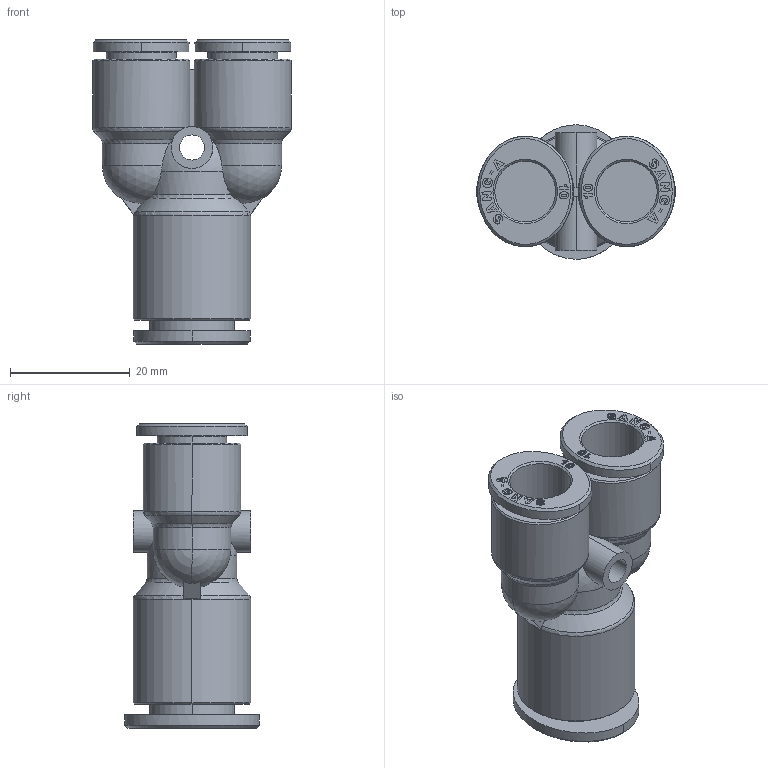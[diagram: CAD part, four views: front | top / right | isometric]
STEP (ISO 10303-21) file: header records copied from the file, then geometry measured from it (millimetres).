
FILE_DESCRIPTION((''),'2;1');
FILE_NAME('GPW_1210(3D).stp','2012-12-27T14:50:14',(''),(''),'Mechanical Desktop.R8.0.24.0','Mechanical Desktop.R8.0.24.0',', , ');
FILE_SCHEMA(('CONFIG_CONTROL_DESIGN'));
Length unit declared in the file: millimetre
Products named in the file (2): GPW_1210(3D); ºÎÇ°1
Assembly tree (1 placements, depth 2):
  GPW_1210(3D)
    ºÎÇ°1
Bounding box: 33.3 x 22.5 x 50.9 mm (x, y, z)
Volume: 11331.7 mm3; surface area: 8068.9 mm2
Topology: 1 solids, 1 shells, 1206 faces, 3466 edges, 2299 vertices
Faces by surface type: plane 1107, cylinder 33, bspline 30, cone 24, torus 6, sphere 6
Entity records: 40537 total; most frequent: CARTESIAN_POINT 8994, ORIENTED_EDGE 6924, DIRECTION 5850, EDGE_CURVE 3462, VECTOR 3236, LINE 3236, VERTEX_POINT 2299, AXIS2_PLACEMENT_3D 1307
